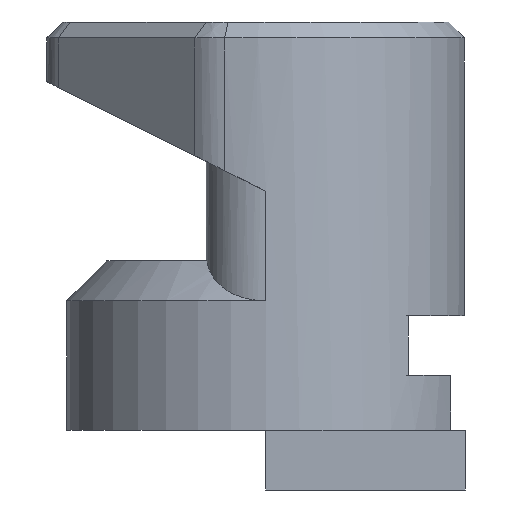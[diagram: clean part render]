
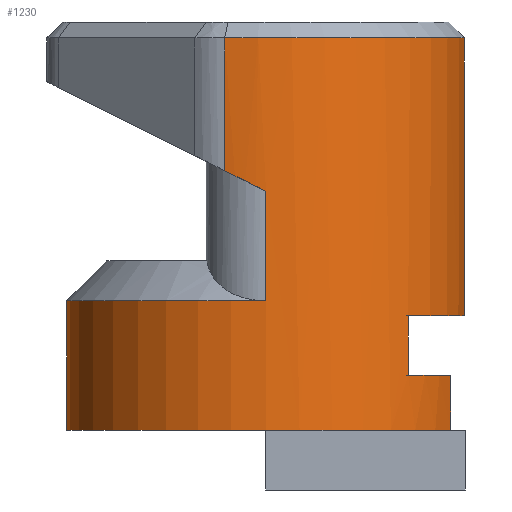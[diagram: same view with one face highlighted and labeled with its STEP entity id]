
A CAD part, front view. The second image highlights one B-rep face of the part: STEP entity #1230.
In plain terms, the highlighted cylindrical face has radius 10 mm (diameter 20 mm), a full revolution.
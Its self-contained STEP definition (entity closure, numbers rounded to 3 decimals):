
#31=ELLIPSE('',#1318,11.18,10.);
#36=ELLIPSE('',#1323,11.18,10.);
#50=CYLINDRICAL_SURFACE('',#1334,10.);
#63=CIRCLE('',#1302,10.);
#64=CIRCLE('',#1304,10.);
#65=CIRCLE('',#1312,10.);
#70=CIRCLE('',#1335,10.);
#71=CIRCLE('',#1336,10.);
#72=CIRCLE('',#1337,10.);
#73=CIRCLE('',#1338,10.);
#74=CIRCLE('',#1339,10.);
#75=CIRCLE('',#1340,10.);
#76=CIRCLE('',#1341,10.);
#77=CIRCLE('',#1342,10.);
#126=FACE_OUTER_BOUND('',#199,.T.);
#199=EDGE_LOOP('',(#891,#892,#893,#894,#895,#896,#897,#898,#899,#900,#901,
#902,#903,#904,#905,#906,#907,#908,#909,#910,#911,#912,#913,#914));
#259=LINE('',#1834,#381);
#282=LINE('',#1891,#404);
#296=LINE('',#1939,#418);
#300=LINE('',#1963,#422);
#305=LINE('',#1988,#427);
#306=LINE('',#1994,#428);
#307=LINE('',#1997,#429);
#308=LINE('',#2001,#430);
#309=LINE('',#2005,#431);
#310=LINE('',#2008,#432);
#381=VECTOR('',#1440,10.);
#404=VECTOR('',#1493,10.);
#418=VECTOR('',#1533,10.);
#422=VECTOR('',#1543,10.);
#427=VECTOR('',#1554,10.);
#428=VECTOR('',#1561,10.);
#429=VECTOR('',#1564,10.);
#430=VECTOR('',#1567,10.);
#431=VECTOR('',#1570,10.);
#432=VECTOR('',#1573,10.);
#501=VERTEX_POINT('',#1828);
#503=VERTEX_POINT('',#1832);
#507=VERTEX_POINT('',#1841);
#509=VERTEX_POINT('',#1846);
#512=VERTEX_POINT('',#1855);
#519=VERTEX_POINT('',#1883);
#521=VERTEX_POINT('',#1888);
#522=VERTEX_POINT('',#1890);
#526=VERTEX_POINT('',#1902);
#537=VERTEX_POINT('',#1924);
#538=VERTEX_POINT('',#1926);
#543=VERTEX_POINT('',#1938);
#547=VERTEX_POINT('',#1959);
#553=VERTEX_POINT('',#1975);
#554=VERTEX_POINT('',#1991);
#555=VERTEX_POINT('',#1993);
#556=VERTEX_POINT('',#1996);
#557=VERTEX_POINT('',#1998);
#558=VERTEX_POINT('',#2000);
#559=VERTEX_POINT('',#2002);
#560=VERTEX_POINT('',#2004);
#561=VERTEX_POINT('',#2006);
#615=EDGE_CURVE('',#503,#501,#259,.T.);
#621=EDGE_CURVE('',#507,#509,#63,.T.);
#626=EDGE_CURVE('',#503,#512,#64,.T.);
#640=EDGE_CURVE('',#501,#519,#65,.T.);
#642=EDGE_CURVE('',#521,#522,#282,.T.);
#648=EDGE_CURVE('',#522,#526,#31,.T.);
#660=EDGE_CURVE('',#537,#538,#36,.T.);
#666=EDGE_CURVE('',#526,#543,#296,.T.);
#673=EDGE_CURVE('',#538,#547,#300,.T.);
#680=EDGE_CURVE('',#553,#537,#305,.T.);
#681=EDGE_CURVE('',#547,#521,#70,.T.);
#682=EDGE_CURVE('',#554,#553,#71,.T.);
#683=EDGE_CURVE('',#554,#555,#306,.T.);
#684=EDGE_CURVE('',#555,#507,#72,.T.);
#685=EDGE_CURVE('',#556,#509,#307,.T.);
#686=EDGE_CURVE('',#557,#556,#73,.T.);
#687=EDGE_CURVE('',#558,#557,#308,.T.);
#688=EDGE_CURVE('',#558,#559,#74,.T.);
#689=EDGE_CURVE('',#560,#559,#309,.T.);
#690=EDGE_CURVE('',#561,#560,#75,.T.);
#691=EDGE_CURVE('',#519,#561,#310,.T.);
#692=EDGE_CURVE('',#512,#555,#76,.T.);
#693=EDGE_CURVE('',#543,#554,#77,.T.);
#891=ORIENTED_EDGE('',*,*,#642,.F.);
#892=ORIENTED_EDGE('',*,*,#681,.F.);
#893=ORIENTED_EDGE('',*,*,#673,.F.);
#894=ORIENTED_EDGE('',*,*,#660,.F.);
#895=ORIENTED_EDGE('',*,*,#680,.F.);
#896=ORIENTED_EDGE('',*,*,#682,.F.);
#897=ORIENTED_EDGE('',*,*,#683,.T.);
#898=ORIENTED_EDGE('',*,*,#684,.T.);
#899=ORIENTED_EDGE('',*,*,#621,.T.);
#900=ORIENTED_EDGE('',*,*,#685,.F.);
#901=ORIENTED_EDGE('',*,*,#686,.F.);
#902=ORIENTED_EDGE('',*,*,#687,.F.);
#903=ORIENTED_EDGE('',*,*,#688,.T.);
#904=ORIENTED_EDGE('',*,*,#689,.F.);
#905=ORIENTED_EDGE('',*,*,#690,.F.);
#906=ORIENTED_EDGE('',*,*,#691,.F.);
#907=ORIENTED_EDGE('',*,*,#640,.F.);
#908=ORIENTED_EDGE('',*,*,#615,.F.);
#909=ORIENTED_EDGE('',*,*,#626,.T.);
#910=ORIENTED_EDGE('',*,*,#692,.T.);
#911=ORIENTED_EDGE('',*,*,#683,.F.);
#912=ORIENTED_EDGE('',*,*,#693,.F.);
#913=ORIENTED_EDGE('',*,*,#666,.F.);
#914=ORIENTED_EDGE('',*,*,#648,.F.);
#1230=ADVANCED_FACE('',(#126),#50,.T.);
#1302=AXIS2_PLACEMENT_3D('',#1848,#1450,#1451);
#1304=AXIS2_PLACEMENT_3D('',#1857,#1458,#1459);
#1312=AXIS2_PLACEMENT_3D('',#1885,#1487,#1488);
#1318=AXIS2_PLACEMENT_3D('',#1903,#1504,#1505);
#1323=AXIS2_PLACEMENT_3D('',#1927,#1521,#1522);
#1334=AXIS2_PLACEMENT_3D('',#1989,#1555,#1556);
#1335=AXIS2_PLACEMENT_3D('',#1990,#1557,#1558);
#1336=AXIS2_PLACEMENT_3D('',#1992,#1559,#1560);
#1337=AXIS2_PLACEMENT_3D('',#1995,#1562,#1563);
#1338=AXIS2_PLACEMENT_3D('',#1999,#1565,#1566);
#1339=AXIS2_PLACEMENT_3D('',#2003,#1568,#1569);
#1340=AXIS2_PLACEMENT_3D('',#2007,#1571,#1572);
#1341=AXIS2_PLACEMENT_3D('',#2009,#1574,#1575);
#1342=AXIS2_PLACEMENT_3D('',#2010,#1576,#1577);
#1440=DIRECTION('',(0.,0.,-1.));
#1450=DIRECTION('center_axis',(0.,0.,1.));
#1451=DIRECTION('ref_axis',(1.,0.,0.));
#1458=DIRECTION('center_axis',(0.,0.,1.));
#1459=DIRECTION('ref_axis',(1.,0.,0.));
#1487=DIRECTION('center_axis',(0.,0.,-1.));
#1488=DIRECTION('ref_axis',(0.927,0.375,0.));
#1493=DIRECTION('',(0.,0.,-1.));
#1504=DIRECTION('center_axis',(-0.447,0.,-0.894));
#1505=DIRECTION('ref_axis',(0.894,0.,-0.447));
#1521=DIRECTION('center_axis',(-0.447,0.,-0.894));
#1522=DIRECTION('ref_axis',(0.894,0.,-0.447));
#1533=DIRECTION('',(0.,0.,-1.));
#1543=DIRECTION('',(0.,0.,1.));
#1554=DIRECTION('',(0.,0.,1.));
#1555=DIRECTION('center_axis',(0.,0.,1.));
#1556=DIRECTION('ref_axis',(1.,0.,0.));
#1557=DIRECTION('center_axis',(0.,0.,1.));
#1558=DIRECTION('ref_axis',(1.,0.,0.));
#1559=DIRECTION('center_axis',(0.,0.,1.));
#1560=DIRECTION('ref_axis',(1.,0.,0.));
#1561=DIRECTION('',(0.,0.,-1.));
#1562=DIRECTION('center_axis',(0.,0.,1.));
#1563=DIRECTION('ref_axis',(1.,0.,0.));
#1564=DIRECTION('',(0.,0.,-1.));
#1565=DIRECTION('center_axis',(0.,0.,1.));
#1566=DIRECTION('ref_axis',(1.,0.,0.));
#1567=DIRECTION('',(0.,0.,-1.));
#1568=DIRECTION('center_axis',(0.,0.,1.));
#1569=DIRECTION('ref_axis',(1.,0.,0.));
#1570=DIRECTION('',(0.,0.,1.));
#1571=DIRECTION('center_axis',(0.,0.,1.));
#1572=DIRECTION('ref_axis',(1.,0.,0.));
#1573=DIRECTION('',(0.,0.,1.));
#1574=DIRECTION('center_axis',(0.,0.,1.));
#1575=DIRECTION('ref_axis',(1.,0.,0.));
#1576=DIRECTION('center_axis',(0.,0.,1.));
#1577=DIRECTION('ref_axis',(1.,0.,0.));
#1828=CARTESIAN_POINT('',(9.224,3.862,-2.));
#1832=CARTESIAN_POINT('',(9.224,3.862,1.));
#1834=CARTESIAN_POINT('',(9.224,3.862,1.));
#1841=CARTESIAN_POINT('',(0.,-10.,1.));
#1846=CARTESIAN_POINT('',(9.27,-3.75,1.));
#1848=CARTESIAN_POINT('Origin',(0.,0.,1.));
#1855=CARTESIAN_POINT('',(0.,10.,1.));
#1857=CARTESIAN_POINT('Origin',(0.,0.,1.));
#1883=CARTESIAN_POINT('',(9.27,3.75,-2.));
#1885=CARTESIAN_POINT('Origin',(0.,0.,-2.));
#1888=CARTESIAN_POINT('',(-2.069,9.784,20.7));
#1890=CARTESIAN_POINT('',(-2.069,9.784,14.034));
#1891=CARTESIAN_POINT('',(-2.069,9.784,0.));
#1902=CARTESIAN_POINT('',(0.,10.,13.));
#1903=CARTESIAN_POINT('Origin',(0.,0.,13.));
#1924=CARTESIAN_POINT('',(0.,-10.,13.));
#1926=CARTESIAN_POINT('',(-2.069,-9.784,14.034));
#1927=CARTESIAN_POINT('Origin',(0.,0.,13.));
#1938=CARTESIAN_POINT('',(0.,10.,7.5));
#1939=CARTESIAN_POINT('',(0.,10.,0.));
#1959=CARTESIAN_POINT('',(-2.069,-9.784,20.7));
#1963=CARTESIAN_POINT('',(-2.069,-9.784,0.));
#1975=CARTESIAN_POINT('',(0.,-10.,7.5));
#1988=CARTESIAN_POINT('',(0.,-10.,0.));
#1989=CARTESIAN_POINT('Origin',(0.,0.,0.));
#1990=CARTESIAN_POINT('Origin',(0.,0.,20.7));
#1991=CARTESIAN_POINT('',(-10.,0.,7.5));
#1992=CARTESIAN_POINT('Origin',(0.,0.,7.5));
#1993=CARTESIAN_POINT('',(-10.,0.,1.));
#1994=CARTESIAN_POINT('',(-10.,0.,0.));
#1995=CARTESIAN_POINT('Origin',(0.,0.,1.));
#1996=CARTESIAN_POINT('',(9.27,-3.75,3.75));
#1997=CARTESIAN_POINT('',(9.27,-3.75,0.));
#1998=CARTESIAN_POINT('',(7.141,-7.,3.75));
#1999=CARTESIAN_POINT('Origin',(0.,0.,3.75));
#2000=CARTESIAN_POINT('',(7.141,-7.,6.75));
#2001=CARTESIAN_POINT('',(7.141,-7.,0.));
#2002=CARTESIAN_POINT('',(7.141,7.,6.75));
#2003=CARTESIAN_POINT('Origin',(0.,0.,6.75));
#2004=CARTESIAN_POINT('',(7.141,7.,3.75));
#2005=CARTESIAN_POINT('',(7.141,7.,0.));
#2006=CARTESIAN_POINT('',(9.27,3.75,3.75));
#2007=CARTESIAN_POINT('Origin',(0.,0.,3.75));
#2008=CARTESIAN_POINT('',(9.27,3.75,3.5));
#2009=CARTESIAN_POINT('Origin',(0.,0.,1.));
#2010=CARTESIAN_POINT('Origin',(0.,0.,7.5));
